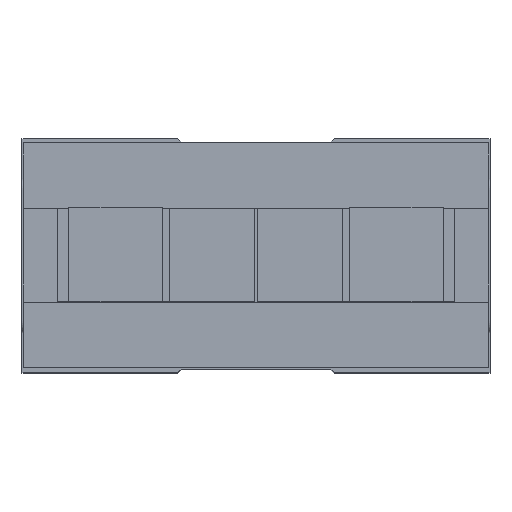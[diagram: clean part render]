
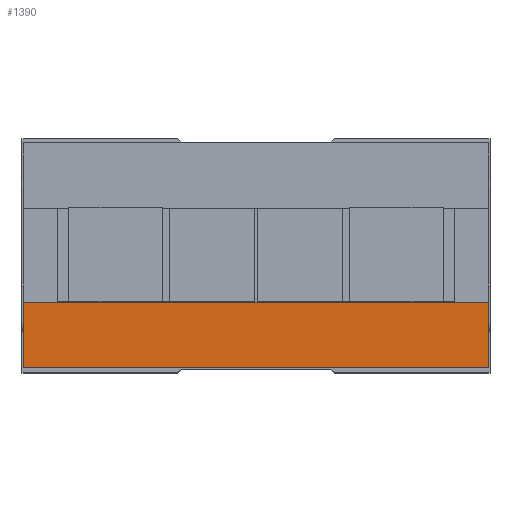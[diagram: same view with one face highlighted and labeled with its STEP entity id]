
A CAD part, top view. The second image highlights one B-rep face of the part: STEP entity #1390.
In plain terms, the highlighted planar face has unit normal (0, 0, 1).
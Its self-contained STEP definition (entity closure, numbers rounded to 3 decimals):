
#1030 = VERTEX_POINT( '', #2859 );
#1208 = EDGE_CURVE( '', #1030, #2276, #3050, .T. );
#1300 = VERTEX_POINT( '', #3152 );
#1356 = EDGE_CURVE( '', #1300, #2604, #3211, .T. );
#1390 = ADVANCED_FACE( '', ( #3245 ), #3246, .T. );
#1790 = EDGE_CURVE( '', #2276, #2604, #3689, .T. );
#2108 = EDGE_CURVE( '', #1030, #1300, #4053, .T. );
#2276 = VERTEX_POINT( '', #4240 );
#2604 = VERTEX_POINT( '', #4609 );
#2859 = CARTESIAN_POINT( '', ( 9.95, -2., 29.8 ) );
#3050 = LINE( '', #5194, #5195 );
#3152 = CARTESIAN_POINT( '', ( -9.95, -2., 29.8 ) );
#3211 = LINE( '', #5421, #5422 );
#3245 = FACE_OUTER_BOUND( '', #5469, .T. );
#3246 = PLANE( '', #5470 );
#3689 = LINE( '', #6097, #6098 );
#4053 = LINE( '', #6592, #6593 );
#4240 = CARTESIAN_POINT( '', ( 9.95, -4.8, 29.8 ) );
#4609 = CARTESIAN_POINT( '', ( -9.95, -4.8, 29.8 ) );
#5194 = CARTESIAN_POINT( '', ( 9.95, -2., 29.8 ) );
#5195 = VECTOR( '', #7849, 1. );
#5421 = CARTESIAN_POINT( '', ( -9.95, -2., 29.8 ) );
#5422 = VECTOR( '', #8013, 1. );
#5469 = EDGE_LOOP( '', ( #8034, #8035, #8036, #8037 ) );
#5470 = AXIS2_PLACEMENT_3D( '', #8038, #8039, #8040 );
#6097 = CARTESIAN_POINT( '', ( 9.95, -4.8, 29.8 ) );
#6098 = VECTOR( '', #8520, 1. );
#6592 = CARTESIAN_POINT( '', ( 9.95, -2., 29.8 ) );
#6593 = VECTOR( '', #8950, 1. );
#7849 = DIRECTION( '', ( 0., -1., 0. ) );
#8013 = DIRECTION( '', ( 0., -1., 0. ) );
#8034 = ORIENTED_EDGE( '', *, *, #1356, .T. );
#8035 = ORIENTED_EDGE( '', *, *, #1790, .F. );
#8036 = ORIENTED_EDGE( '', *, *, #1208, .F. );
#8037 = ORIENTED_EDGE( '', *, *, #2108, .T. );
#8038 = CARTESIAN_POINT( '', ( 9.95, -2., 29.8 ) );
#8039 = DIRECTION( '', ( 0., 0., 1. ) );
#8040 = DIRECTION( '', ( 0., 1., 0. ) );
#8520 = DIRECTION( '', ( -1., 0., 0. ) );
#8950 = DIRECTION( '', ( -1., 0., 0. ) );
